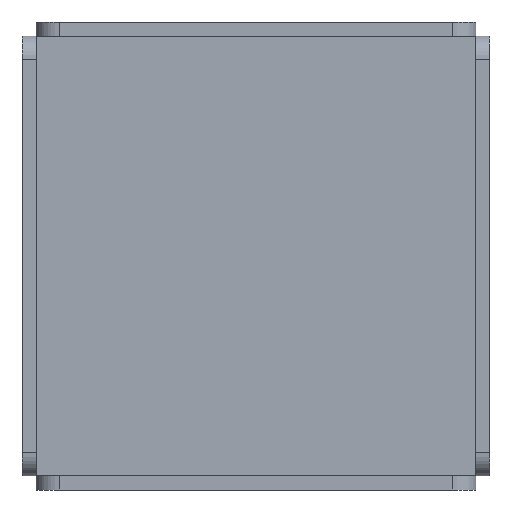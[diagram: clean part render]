
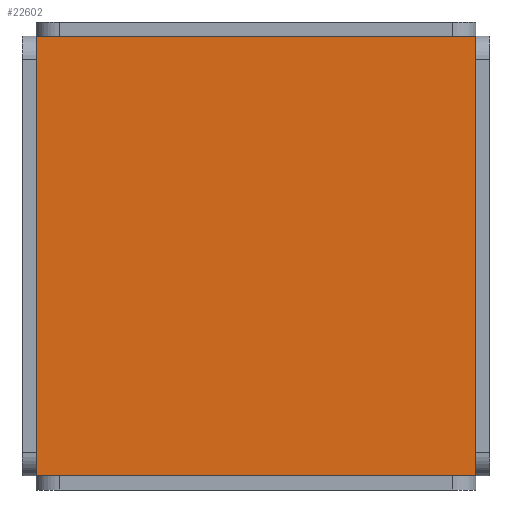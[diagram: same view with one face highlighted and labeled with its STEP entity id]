
A CAD part, front view. The second image highlights one B-rep face of the part: STEP entity #22602.
In plain terms, the highlighted planar face has unit normal (0, -1, 0).
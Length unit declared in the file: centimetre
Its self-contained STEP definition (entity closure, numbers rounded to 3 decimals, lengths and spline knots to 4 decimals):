
#505 = ORIENTED_EDGE ( 'NONE', *, *, #11507, .F. ) ;
#579 = VECTOR ( 'NONE', #23207, 100. ) ;
#1116 = CARTESIAN_POINT ( 'NONE',  ( 4.7, 0., 4.7 ) ) ;
#1821 = CARTESIAN_POINT ( 'NONE',  ( -4.7, 0., 4.7 ) ) ;
#1850 = DIRECTION ( 'NONE',  ( 1., 0., 0. ) ) ;
#2972 = VECTOR ( 'NONE', #20235, 100. ) ;
#3215 = FACE_OUTER_BOUND ( 'NONE', #3776, .T. ) ;
#3464 = PLANE ( 'NONE',  #16175 ) ;
#3776 = EDGE_LOOP ( 'NONE', ( #24233, #10577, #505, #14453 ) ) ;
#3983 = VECTOR ( 'NONE', #9725, 100. ) ;
#6536 = CARTESIAN_POINT ( 'NONE',  ( 4.7, 0., 4.7 ) ) ;
#7301 = LINE ( 'NONE', #15190, #579 ) ;
#7893 = VECTOR ( 'NONE', #1850, 100. ) ;
#9171 = DIRECTION ( 'NONE',  ( 0., -1., 0. ) ) ;
#9404 = CARTESIAN_POINT ( 'NONE',  ( -4.7, 0., 4.7 ) ) ;
#9725 = DIRECTION ( 'NONE',  ( 0., 0., 1. ) ) ;
#10175 = CARTESIAN_POINT ( 'NONE',  ( 4.7, 0., -4.7 ) ) ;
#10577 = ORIENTED_EDGE ( 'NONE', *, *, #23577, .F. ) ;
#11507 = EDGE_CURVE ( 'NONE', #24013, #17129, #21235, .T. ) ;
#11543 = CARTESIAN_POINT ( 'NONE',  ( -4.7, 0., -4.7 ) ) ;
#11699 = LINE ( 'NONE', #17246, #7893 ) ;
#13650 = EDGE_CURVE ( 'NONE', #19418, #24013, #7301, .T. ) ;
#14453 = ORIENTED_EDGE ( 'NONE', *, *, #13650, .F. ) ;
#15002 = DIRECTION ( 'NONE',  ( 0., 0., -1. ) ) ;
#15190 = CARTESIAN_POINT ( 'NONE',  ( -4.7, 0., -4.7 ) ) ;
#15945 = VERTEX_POINT ( 'NONE', #1116 ) ;
#16175 = AXIS2_PLACEMENT_3D ( 'NONE', #20675, #9171, #15002 ) ;
#17129 = VERTEX_POINT ( 'NONE', #9404 ) ;
#17246 = CARTESIAN_POINT ( 'NONE',  ( -4.7, 0., 4.7 ) ) ;
#19418 = VERTEX_POINT ( 'NONE', #10175 ) ;
#20235 = DIRECTION ( 'NONE',  ( 0., 0., -1. ) ) ;
#20675 = CARTESIAN_POINT ( 'NONE',  ( 0., 0., 0. ) ) ;
#21235 = LINE ( 'NONE', #1821, #3983 ) ;
#21941 = LINE ( 'NONE', #6536, #2972 ) ;
#22602 = ADVANCED_FACE ( 'NONE', ( #3215 ), #3464, .T. ) ;
#23207 = DIRECTION ( 'NONE',  ( -1., 0., 0. ) ) ;
#23577 = EDGE_CURVE ( 'NONE', #17129, #15945, #11699, .T. ) ;
#24013 = VERTEX_POINT ( 'NONE', #11543 ) ;
#24233 = ORIENTED_EDGE ( 'NONE', *, *, #24509, .F. ) ;
#24509 = EDGE_CURVE ( 'NONE', #15945, #19418, #21941, .T. ) ;
